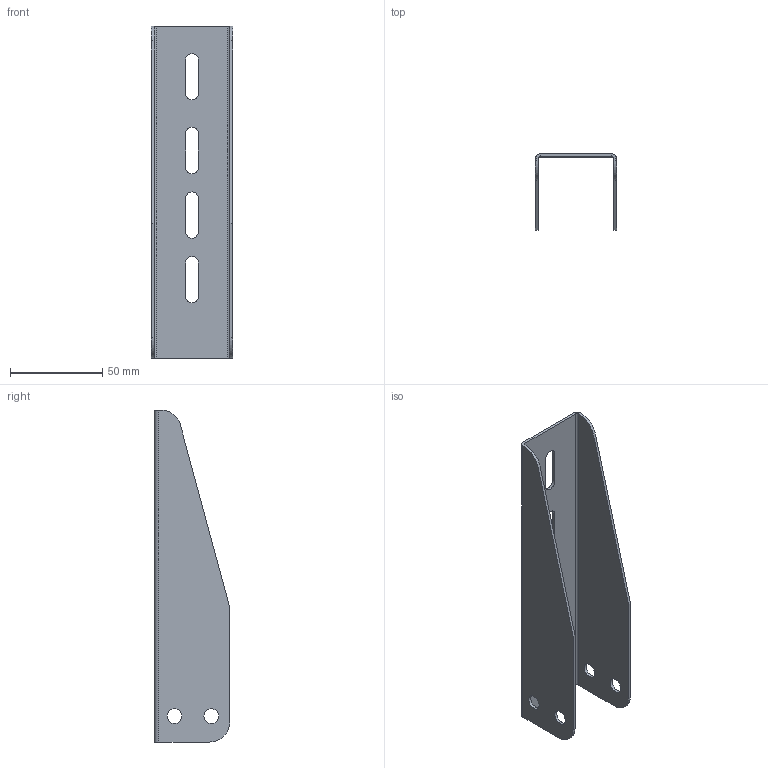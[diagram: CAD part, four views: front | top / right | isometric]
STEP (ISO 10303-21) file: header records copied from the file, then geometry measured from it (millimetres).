
FILE_DESCRIPTION (( 'STEP AP203' ), '1' );
FILE_NAME ('Êîíñîëü BM_BBM5015.STEP', '2012-11-20T08:30:58', ( 'Àñååâ' ), ( '' ), 'SwSTEP 2.0', 'SolidWorks 2012', '' );
FILE_SCHEMA (( 'CONFIG_CONTROL_DESIGN' ));
Length unit declared in the file: millimetre
Products named in the file (1): Êîíñîëü BM_BBM5015
Bounding box: 44 x 41 x 180 mm (x, y, z)
Volume: 26742.9 mm3; surface area: 36963.4 mm2
Topology: 1 solids, 1 shells, 48 faces, 126 edges, 80 vertices
Faces by surface type: plane 28, cylinder 20
Full cylindrical faces by diameter (mm): 8 x4
Entity records: 1527 total; most frequent: DIRECTION 256, CARTESIAN_POINT 243, ORIENTED_EDGE 236, EDGE_CURVE 118, AXIS2_PLACEMENT_3D 89, VECTOR 78, LINE 78, VERTEX_POINT 76
